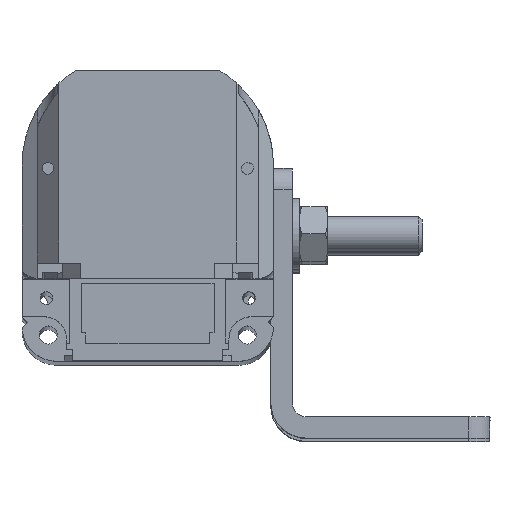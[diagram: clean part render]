
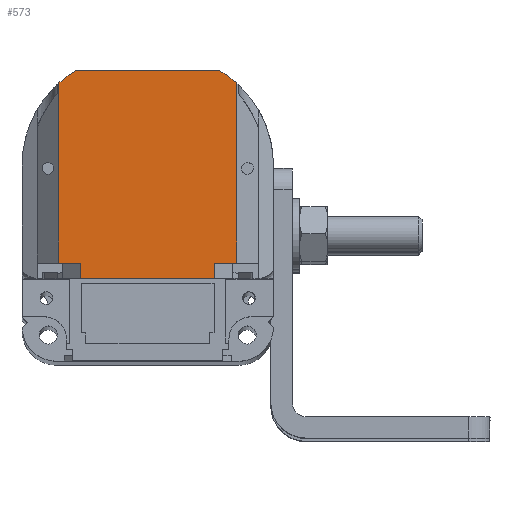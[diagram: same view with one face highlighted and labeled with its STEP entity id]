
A CAD part, top view. The second image highlights one B-rep face of the part: STEP entity #573.
In plain terms, the highlighted planar face has unit normal (0, 0, 1).
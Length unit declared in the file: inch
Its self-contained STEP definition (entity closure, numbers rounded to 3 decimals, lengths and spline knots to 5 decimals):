
#408 = CARTESIAN_POINT ( 'NONE',  ( 2.07565, 3.58897, 10.27352 ) ) ;
#573 = ADVANCED_FACE ( 'NONE', ( #24717 ), #23856, .F. ) ;
#642 = LINE ( 'NONE', #14031, #18685 ) ;
#800 = DIRECTION ( 'NONE',  ( 0., -1., 0. ) ) ;
#801 = EDGE_CURVE ( 'NONE', #25347, #21797, #5475, .T. ) ;
#1465 = DIRECTION ( 'NONE',  ( -1., 0., 0. ) ) ;
#1731 = EDGE_CURVE ( 'NONE', #20812, #9471, #2463, .T. ) ;
#2009 = LINE ( 'NONE', #2368, #22817 ) ;
#2183 = ORIENTED_EDGE ( 'NONE', *, *, #17289, .T. ) ;
#2282 = DIRECTION ( 'NONE',  ( 0., 1., 0. ) ) ;
#2355 = LINE ( 'NONE', #22023, #15926 ) ;
#2368 = CARTESIAN_POINT ( 'NONE',  ( 2.93491, 3.58897, 10.27352 ) ) ;
#2463 = LINE ( 'NONE', #24346, #8466 ) ;
#2708 = EDGE_CURVE ( 'NONE', #9471, #15724, #13053, .T. ) ;
#2956 = CARTESIAN_POINT ( 'NONE',  ( 2.07565, 2.96197, 10.27352 ) ) ;
#3072 = CARTESIAN_POINT ( 'NONE',  ( 2.81465, 3.04597, 10.27352 ) ) ;
#3736 = CIRCLE ( 'NONE', #8558, 0.6 ) ;
#3922 = DIRECTION ( 'NONE',  ( -1., 0., 0. ) ) ;
#4374 = DIRECTION ( 'NONE',  ( 0., 0., -1. ) ) ;
#4771 = VERTEX_POINT ( 'NONE', #6934 ) ;
#5475 = LINE ( 'NONE', #9164, #6728 ) ;
#6035 = DIRECTION ( 'NONE',  ( -1., 0., 0. ) ) ;
#6356 = DIRECTION ( 'NONE',  ( 0., -1., 0. ) ) ;
#6394 = CARTESIAN_POINT ( 'NONE',  ( 2.81465, 3.58897, 10.27352 ) ) ;
#6483 = CARTESIAN_POINT ( 'NONE',  ( 2.05299, 4.10897, 10.27352 ) ) ;
#6728 = VECTOR ( 'NONE', #11040, 39.37008 ) ;
#6934 = CARTESIAN_POINT ( 'NONE',  ( 2.81465, 2.96197, 10.27352 ) ) ;
#6938 = VERTEX_POINT ( 'NONE', #6483 ) ;
#6988 = VECTOR ( 'NONE', #800, 39.37008 ) ;
#7110 = CARTESIAN_POINT ( 'NONE',  ( 2.83732, 4.10897, 10.27352 ) ) ;
#7229 = CARTESIAN_POINT ( 'NONE',  ( 1.95539, 4.03891, 10.27352 ) ) ;
#7346 = AXIS2_PLACEMENT_3D ( 'NONE', #11805, #19755, #1465 ) ;
#7523 = LINE ( 'NONE', #408, #17659 ) ;
#7606 = LINE ( 'NONE', #6394, #6988 ) ;
#7908 = CARTESIAN_POINT ( 'NONE',  ( 2.35232, 3.58897, 10.27352 ) ) ;
#8355 = ORIENTED_EDGE ( 'NONE', *, *, #25141, .F. ) ;
#8466 = VECTOR ( 'NONE', #22575, 39.37008 ) ;
#8505 = EDGE_CURVE ( 'NONE', #21797, #4771, #7606, .T. ) ;
#8558 = AXIS2_PLACEMENT_3D ( 'NONE', #18344, #4374, #14336 ) ;
#8671 = ORIENTED_EDGE ( 'NONE', *, *, #2708, .F. ) ;
#8694 = AXIS2_PLACEMENT_3D ( 'NONE', #7908, #16020, #3922 ) ;
#9164 = CARTESIAN_POINT ( 'NONE',  ( 2.35232, 3.04597, 10.27352 ) ) ;
#9449 = VERTEX_POINT ( 'NONE', #25065 ) ;
#9471 = VERTEX_POINT ( 'NONE', #25240 ) ;
#9804 = ORIENTED_EDGE ( 'NONE', *, *, #12488, .F. ) ;
#10703 = CARTESIAN_POINT ( 'NONE',  ( 1.95539, 3.58897, 10.27352 ) ) ;
#11040 = DIRECTION ( 'NONE',  ( -1., 0., 0. ) ) ;
#11130 = VERTEX_POINT ( 'NONE', #7110 ) ;
#11803 = VECTOR ( 'NONE', #12472, 39.37008 ) ;
#11805 = CARTESIAN_POINT ( 'NONE',  ( 2.35232, 3.58897, 10.27352 ) ) ;
#12300 = ORIENTED_EDGE ( 'NONE', *, *, #801, .F. ) ;
#12472 = DIRECTION ( 'NONE',  ( 0., 1., 0. ) ) ;
#12488 = EDGE_CURVE ( 'NONE', #4771, #17590, #2355, .T. ) ;
#13053 = LINE ( 'NONE', #10703, #11803 ) ;
#14005 = DIRECTION ( 'NONE',  ( -1., 0., 0. ) ) ;
#14031 = CARTESIAN_POINT ( 'NONE',  ( 2.05299, 4.10897, 10.27352 ) ) ;
#14336 = DIRECTION ( 'NONE',  ( -1., 0., 0. ) ) ;
#14377 = ORIENTED_EDGE ( 'NONE', *, *, #1731, .F. ) ;
#14713 = EDGE_CURVE ( 'NONE', #11130, #9449, #3736, .T. ) ;
#15264 = ORIENTED_EDGE ( 'NONE', *, *, #14713, .F. ) ;
#15724 = VERTEX_POINT ( 'NONE', #7229 ) ;
#15926 = VECTOR ( 'NONE', #14005, 39.37008 ) ;
#16020 = DIRECTION ( 'NONE',  ( 0., 0., -1. ) ) ;
#17289 = EDGE_CURVE ( 'NONE', #11130, #6938, #642, .T. ) ;
#17590 = VERTEX_POINT ( 'NONE', #2956 ) ;
#17659 = VECTOR ( 'NONE', #2282, 39.37008 ) ;
#17911 = ORIENTED_EDGE ( 'NONE', *, *, #8505, .F. ) ;
#18344 = CARTESIAN_POINT ( 'NONE',  ( 2.53798, 3.58897, 10.27352 ) ) ;
#18685 = VECTOR ( 'NONE', #6035, 39.37008 ) ;
#19632 = CARTESIAN_POINT ( 'NONE',  ( 2.07565, 3.04597, 10.27352 ) ) ;
#19755 = DIRECTION ( 'NONE',  ( 0., 0., -1. ) ) ;
#20698 = CIRCLE ( 'NONE', #7346, 0.6 ) ;
#20812 = VERTEX_POINT ( 'NONE', #19632 ) ;
#21797 = VERTEX_POINT ( 'NONE', #3072 ) ;
#21976 = ORIENTED_EDGE ( 'NONE', *, *, #24001, .F. ) ;
#22023 = CARTESIAN_POINT ( 'NONE',  ( 2.35232, 2.96197, 10.27352 ) ) ;
#22568 = EDGE_LOOP ( 'NONE', ( #21976, #9804, #17911, #12300, #8355, #15264, #2183, #25404, #8671, #14377 ) ) ;
#22575 = DIRECTION ( 'NONE',  ( -1., 0., 0. ) ) ;
#22817 = VECTOR ( 'NONE', #6356, 39.37008 ) ;
#23856 = PLANE ( 'NONE',  #8694 ) ;
#24001 = EDGE_CURVE ( 'NONE', #17590, #20812, #7523, .T. ) ;
#24346 = CARTESIAN_POINT ( 'NONE',  ( 2.35232, 3.04597, 10.27352 ) ) ;
#24430 = EDGE_CURVE ( 'NONE', #15724, #6938, #20698, .T. ) ;
#24717 = FACE_OUTER_BOUND ( 'NONE', #22568, .T. ) ;
#25016 = CARTESIAN_POINT ( 'NONE',  ( 2.93491, 3.04597, 10.27352 ) ) ;
#25065 = CARTESIAN_POINT ( 'NONE',  ( 2.93491, 4.03891, 10.27352 ) ) ;
#25141 = EDGE_CURVE ( 'NONE', #9449, #25347, #2009, .T. ) ;
#25240 = CARTESIAN_POINT ( 'NONE',  ( 1.95539, 3.04597, 10.27352 ) ) ;
#25347 = VERTEX_POINT ( 'NONE', #25016 ) ;
#25404 = ORIENTED_EDGE ( 'NONE', *, *, #24430, .F. ) ;
